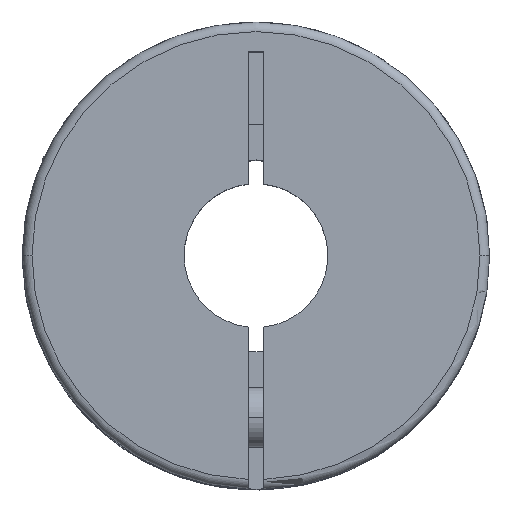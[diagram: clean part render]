
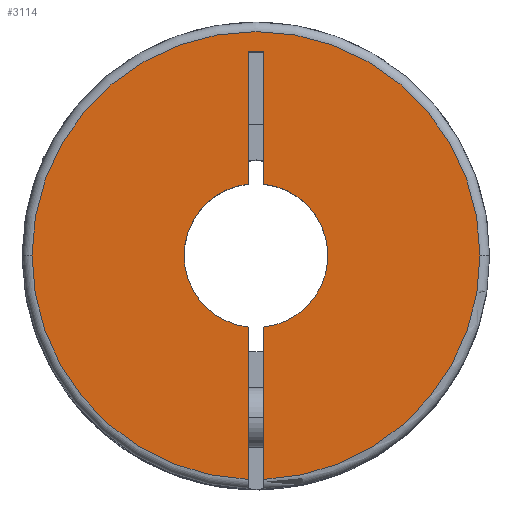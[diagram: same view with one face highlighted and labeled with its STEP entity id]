
A CAD part, top view. The second image highlights one B-rep face of the part: STEP entity #3114.
In plain terms, the highlighted planar face has unit normal (0, 0, 1).
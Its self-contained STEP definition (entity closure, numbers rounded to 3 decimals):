
#44 = VERTEX_POINT ( 'NONE', #73 ) ;
#45 = VERTEX_POINT ( 'NONE', #4271 ) ;
#73 = CARTESIAN_POINT ( 'NONE',  ( 18.7, 0., 0. ) ) ;
#157 = CARTESIAN_POINT ( 'NONE',  ( 0., 0., 0. ) ) ;
#219 = CARTESIAN_POINT ( 'NONE',  ( 0., 0., 0. ) ) ;
#232 = EDGE_CURVE ( 'NONE', #2126, #4461, #3566, .T. ) ;
#285 = AXIS2_PLACEMENT_3D ( 'NONE', #2417, #4542, #696 ) ;
#324 = DIRECTION ( 'NONE',  ( -1., 0., 0. ) ) ;
#352 = CIRCLE ( 'NONE', #285, 18.7 ) ;
#384 = CARTESIAN_POINT ( 'NONE',  ( -6., 0., 0. ) ) ;
#408 = CARTESIAN_POINT ( 'NONE',  ( -0.65, 17., 0. ) ) ;
#513 = AXIS2_PLACEMENT_3D ( 'NONE', #157, #1214, #2622 ) ;
#612 = ORIENTED_EDGE ( 'NONE', *, *, #3884, .F. ) ;
#696 = DIRECTION ( 'NONE',  ( -1., 0., 0. ) ) ;
#763 = DIRECTION ( 'NONE',  ( 0., 0., -1. ) ) ;
#794 = CIRCLE ( 'NONE', #3138, 18.7 ) ;
#909 = DIRECTION ( 'NONE',  ( 0., -1., 0. ) ) ;
#921 = CARTESIAN_POINT ( 'NONE',  ( 0.65, -19.5, 0. ) ) ;
#949 = CIRCLE ( 'NONE', #1091, 6. ) ;
#991 = AXIS2_PLACEMENT_3D ( 'NONE', #4062, #4388, #3700 ) ;
#1051 = CARTESIAN_POINT ( 'NONE',  ( -0.65, 17., 0. ) ) ;
#1053 = CARTESIAN_POINT ( 'NONE',  ( 0.65, -19.5, 0. ) ) ;
#1072 = VERTEX_POINT ( 'NONE', #3121 ) ;
#1091 = AXIS2_PLACEMENT_3D ( 'NONE', #1538, #4325, #3987 ) ;
#1133 = VERTEX_POINT ( 'NONE', #1371 ) ;
#1145 = ORIENTED_EDGE ( 'NONE', *, *, #1177, .F. ) ;
#1154 = CARTESIAN_POINT ( 'NONE',  ( -0.65, 17., 0. ) ) ;
#1177 = EDGE_CURVE ( 'NONE', #1133, #4101, #4195, .T. ) ;
#1214 = DIRECTION ( 'NONE',  ( 0., 0., -1. ) ) ;
#1221 = EDGE_LOOP ( 'NONE', ( #1308, #612, #1564, #3536, #2611, #1145, #1523, #4378, #2355, #3682, #4397 ) ) ;
#1308 = ORIENTED_EDGE ( 'NONE', *, *, #2266, .F. ) ;
#1324 = VECTOR ( 'NONE', #1609, 1000. ) ;
#1371 = CARTESIAN_POINT ( 'NONE',  ( 0.65, 17., 0. ) ) ;
#1386 = AXIS2_PLACEMENT_3D ( 'NONE', #219, #3673, #909 ) ;
#1523 = ORIENTED_EDGE ( 'NONE', *, *, #2173, .F. ) ;
#1538 = CARTESIAN_POINT ( 'NONE',  ( 0., 0., 0. ) ) ;
#1564 = ORIENTED_EDGE ( 'NONE', *, *, #3904, .T. ) ;
#1609 = DIRECTION ( 'NONE',  ( 0., 1., 0. ) ) ;
#1722 = CARTESIAN_POINT ( 'NONE',  ( 0., 0., 0. ) ) ;
#1724 = CARTESIAN_POINT ( 'NONE',  ( 0., 0., 0. ) ) ;
#1730 = VECTOR ( 'NONE', #324, 1000. ) ;
#1731 = VERTEX_POINT ( 'NONE', #4488 ) ;
#1796 = DIRECTION ( 'NONE',  ( 0., 1., 0. ) ) ;
#1837 = CARTESIAN_POINT ( 'NONE',  ( -0.65, 5.965, 0. ) ) ;
#1955 = CARTESIAN_POINT ( 'NONE',  ( 0.65, -5.965, 0. ) ) ;
#2126 = VERTEX_POINT ( 'NONE', #384 ) ;
#2173 = EDGE_CURVE ( 'NONE', #1731, #1133, #2859, .T. ) ;
#2266 = EDGE_CURVE ( 'NONE', #1072, #45, #794, .T. ) ;
#2355 = ORIENTED_EDGE ( 'NONE', *, *, #4206, .F. ) ;
#2417 = CARTESIAN_POINT ( 'NONE',  ( 0., 0., 0. ) ) ;
#2533 = VERTEX_POINT ( 'NONE', #3430 ) ;
#2571 = CIRCLE ( 'NONE', #513, 18.7 ) ;
#2611 = ORIENTED_EDGE ( 'NONE', *, *, #4023, .F. ) ;
#2622 = DIRECTION ( 'NONE',  ( -1., 0., 0. ) ) ;
#2656 = AXIS2_PLACEMENT_3D ( 'NONE', #1722, #3493, #3129 ) ;
#2743 = CARTESIAN_POINT ( 'NONE',  ( 0.65, -18.689, 0. ) ) ;
#2760 = LINE ( 'NONE', #1051, #3740 ) ;
#2859 = LINE ( 'NONE', #1053, #4145 ) ;
#2870 = CIRCLE ( 'NONE', #2656, 6. ) ;
#2882 = EDGE_CURVE ( 'NONE', #44, #3445, #2571, .T. ) ;
#3001 = LINE ( 'NONE', #921, #1324 ) ;
#3002 = FACE_OUTER_BOUND ( 'NONE', #1221, .T. ) ;
#3048 = VERTEX_POINT ( 'NONE', #1955 ) ;
#3114 = ADVANCED_FACE ( 'NONE', ( #3002 ), #4546, .F. ) ;
#3121 = CARTESIAN_POINT ( 'NONE',  ( -0.65, -18.689, 0. ) ) ;
#3129 = DIRECTION ( 'NONE',  ( -1., 0., 0. ) ) ;
#3138 = AXIS2_PLACEMENT_3D ( 'NONE', #1724, #763, #3515 ) ;
#3227 = DIRECTION ( 'NONE',  ( 0., -1., 0. ) ) ;
#3363 = EDGE_CURVE ( 'NONE', #45, #44, #352, .T. ) ;
#3430 = CARTESIAN_POINT ( 'NONE',  ( -0.65, -5.965, 0. ) ) ;
#3443 = CARTESIAN_POINT ( 'NONE',  ( 0.65, 17., 0. ) ) ;
#3445 = VERTEX_POINT ( 'NONE', #2743 ) ;
#3493 = DIRECTION ( 'NONE',  ( 0., 0., -1. ) ) ;
#3515 = DIRECTION ( 'NONE',  ( -1., 0., 0. ) ) ;
#3536 = ORIENTED_EDGE ( 'NONE', *, *, #232, .T. ) ;
#3566 = CIRCLE ( 'NONE', #991, 6. ) ;
#3624 = EDGE_CURVE ( 'NONE', #1731, #3048, #949, .T. ) ;
#3673 = DIRECTION ( 'NONE',  ( 0., 0., -1. ) ) ;
#3682 = ORIENTED_EDGE ( 'NONE', *, *, #2882, .F. ) ;
#3700 = DIRECTION ( 'NONE',  ( -1., 0., 0. ) ) ;
#3740 = VECTOR ( 'NONE', #3808, 1000. ) ;
#3808 = DIRECTION ( 'NONE',  ( 0., -1., 0. ) ) ;
#3871 = LINE ( 'NONE', #408, #4538 ) ;
#3884 = EDGE_CURVE ( 'NONE', #2533, #1072, #2760, .T. ) ;
#3904 = EDGE_CURVE ( 'NONE', #2533, #2126, #2870, .T. ) ;
#3987 = DIRECTION ( 'NONE',  ( -1., 0., 0. ) ) ;
#4023 = EDGE_CURVE ( 'NONE', #4101, #4461, #3871, .T. ) ;
#4062 = CARTESIAN_POINT ( 'NONE',  ( 0., 0., 0. ) ) ;
#4101 = VERTEX_POINT ( 'NONE', #1154 ) ;
#4145 = VECTOR ( 'NONE', #1796, 1000. ) ;
#4195 = LINE ( 'NONE', #3443, #1730 ) ;
#4206 = EDGE_CURVE ( 'NONE', #3445, #3048, #3001, .T. ) ;
#4271 = CARTESIAN_POINT ( 'NONE',  ( -18.7, 0., 0. ) ) ;
#4325 = DIRECTION ( 'NONE',  ( 0., 0., -1. ) ) ;
#4378 = ORIENTED_EDGE ( 'NONE', *, *, #3624, .T. ) ;
#4388 = DIRECTION ( 'NONE',  ( 0., 0., -1. ) ) ;
#4397 = ORIENTED_EDGE ( 'NONE', *, *, #3363, .F. ) ;
#4461 = VERTEX_POINT ( 'NONE', #1837 ) ;
#4488 = CARTESIAN_POINT ( 'NONE',  ( 0.65, 5.965, 0. ) ) ;
#4538 = VECTOR ( 'NONE', #3227, 1000. ) ;
#4542 = DIRECTION ( 'NONE',  ( 0., 0., -1. ) ) ;
#4546 = PLANE ( 'NONE',  #1386 ) ;
